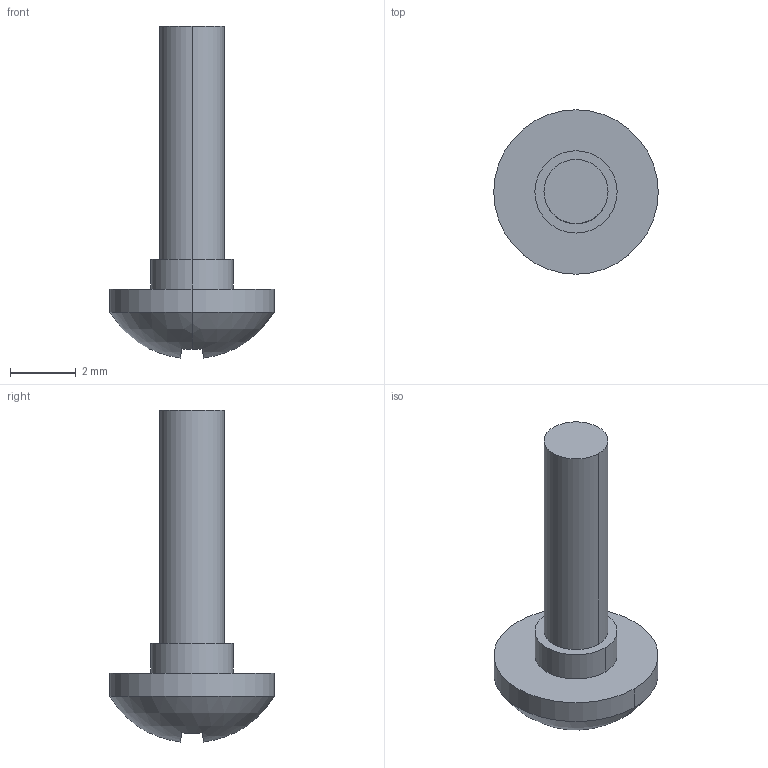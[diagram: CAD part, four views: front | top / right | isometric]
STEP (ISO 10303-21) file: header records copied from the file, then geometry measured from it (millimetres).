
FILE_DESCRIPTION((''),'2;1');
FILE_NAME('V2_5-8--_-_ISO7045_CZ','2021-10-19T14:05:30',('silo-mech'),(''),'CREO PARAMETRIC BY PTC INC, 2020454','CREO PARAMETRIC BY PTC INC, 2020454','');
FILE_SCHEMA(('CONFIG_CONTROL_DESIGN'));
Length unit declared in the file: millimetre
Products named in the file (1): V2_5-8--_-_ISO7045_CZ
Bounding box: 5 x 5 x 10.1 mm (x, y, z)
Volume: 51.8 mm3; surface area: 118.3 mm2
Topology: 1 solids, 1 shells, 24 faces, 58 edges, 38 vertices
Faces by surface type: plane 16, cylinder 6, sphere 2
Entity records: 752 total; most frequent: DIRECTION 134, CARTESIAN_POINT 120, ORIENTED_EDGE 116, EDGE_CURVE 58, AXIS2_PLACEMENT_3D 52, VERTEX_POINT 38, VECTOR 30, LINE 30
